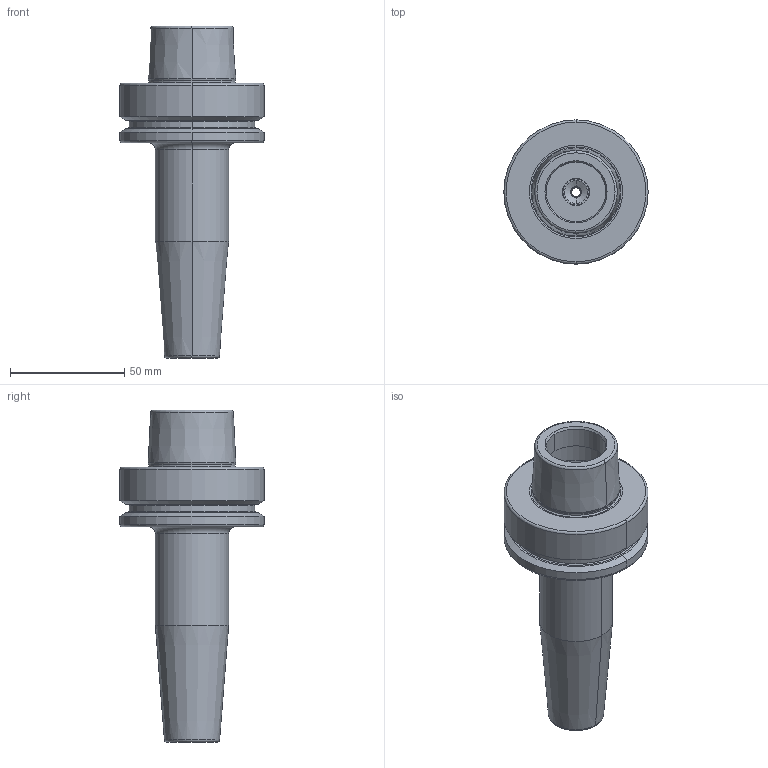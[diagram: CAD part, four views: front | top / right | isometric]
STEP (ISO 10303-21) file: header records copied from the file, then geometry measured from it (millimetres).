
FILE_DESCRIPTION((''),'2;1');
FILE_NAME('F63_70_10_1','2020-11-24T',('104091'),(''),'CREO PARAMETRIC BY PTC INC, 2016260','CREO PARAMETRIC BY PTC INC, 2016260','');
FILE_SCHEMA(('CONFIG_CONTROL_DESIGN'));
Length unit declared in the file: millimetre
Products named in the file (1): F63_70_10_1
Bounding box: 63 x 63 x 145 mm (x, y, z)
Volume: 143528.1 mm3; surface area: 29066.4 mm2
Topology: 1 solids, 1 shells, 108 faces, 223 edges, 128 vertices
Faces by surface type: cylinder 32, cone 26, torus 26, plane 24
Entity records: 2902 total; most frequent: DIRECTION 585, CARTESIAN_POINT 460, ORIENTED_EDGE 444, AXIS2_PLACEMENT_3D 251, EDGE_CURVE 222, CIRCLE 140, VERTEX_POINT 126, EDGE_LOOP 120
